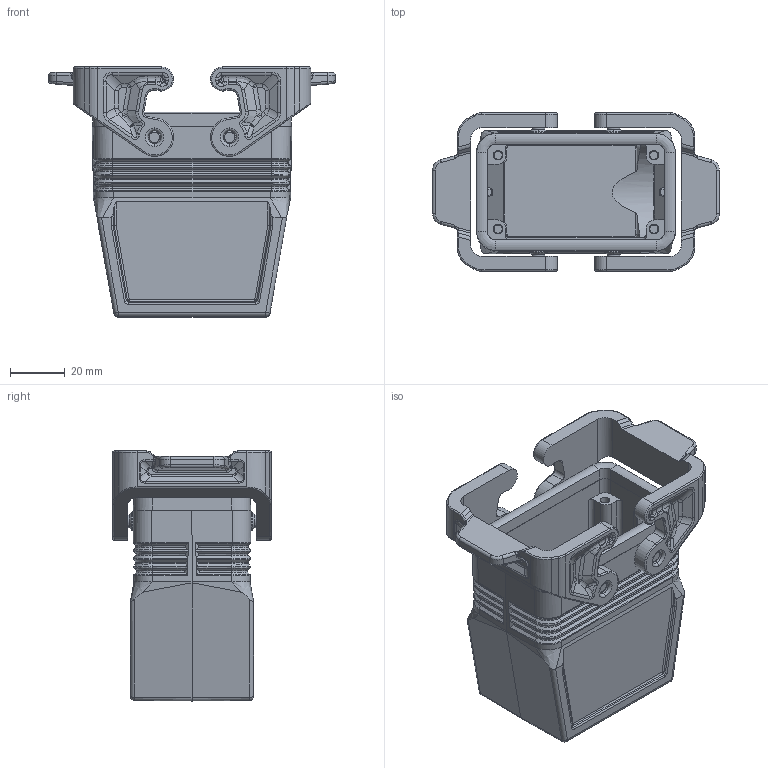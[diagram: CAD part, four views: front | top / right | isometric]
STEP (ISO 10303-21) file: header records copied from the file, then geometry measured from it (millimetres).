
FILE_DESCRIPTION(('Creo Elements/Direct Modeling STEP Export'),'2;1');
FILE_NAME('0ln7uvk5tno5i3q968','2023-11-15T16:22:16',(''),(''),'Creo Elements/Direct Modeling STEP processor for AP214 (Solid Model)','Creo Elements/Direct Modeling 20.1B 02-Apr-2019 (C) Parametric Technology GmbH','');
FILE_SCHEMA(('AUTOMOTIVE_DESIGN { 1 0 10303 214 1 1 1 1 }'));
Products named in the file (2): JMPFO 10 G40
Assembly tree (1 placements, depth 2):
  JMPFO 10 G40
    JMPFO 10 G40
Bounding box: 105 x 58.07 x 91.45 mm (x, y, z)
Volume: 91606.5 mm3; surface area: 47200.3 mm2
Topology: 1 solids, 1 shells, 1102 faces, 2661 edges, 1564 vertices
Faces by surface type: cylinder 350, bspline 332, plane 274, torus 72, cone 32, extrusion 28, sphere 14
Entity records: 107372 total; most frequent: CARTESIAN_POINT 76854, ORIENTED_EDGE 5286, DIRECTION 3466, EDGE_CURVE 2643, VERTEX_POINT 1564, AXIS2_PLACEMENT_3D 1204, EDGE_LOOP 1129, COLOUR_RGB 1103
